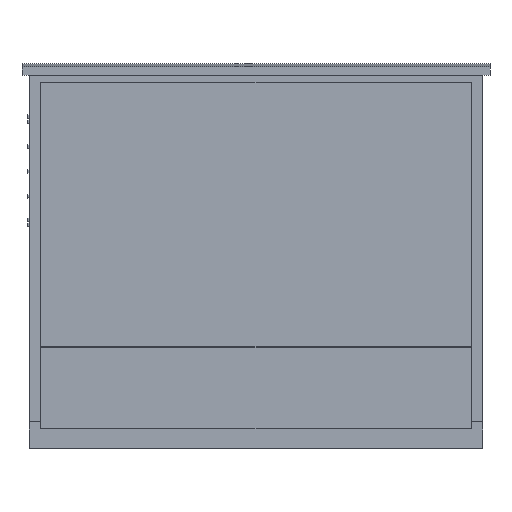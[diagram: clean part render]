
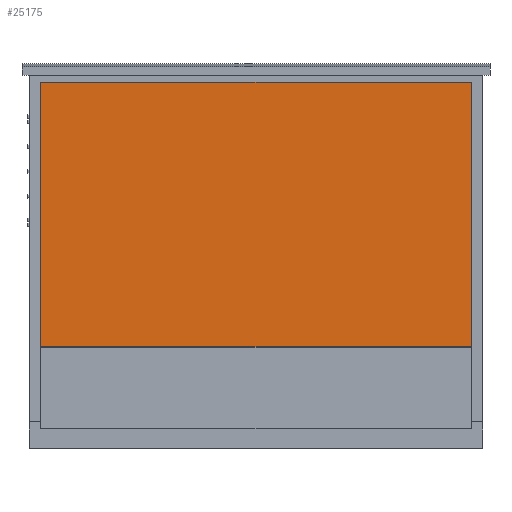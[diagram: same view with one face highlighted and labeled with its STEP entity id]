
A CAD part, front view. The second image highlights one B-rep face of the part: STEP entity #25175.
In plain terms, the highlighted free-form (B-spline) face has degree [1, 1] with [2, 2] control points.
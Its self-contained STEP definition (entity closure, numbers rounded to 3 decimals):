
#8380 = VERTEX_POINT('',#8381);
#8381 = CARTESIAN_POINT('',(70.603,-20.172,
    2059.578));
#8386 = EDGE_CURVE('',#8380,#8387,#8389,.T.);
#8387 = VERTEX_POINT('',#8388);
#8388 = CARTESIAN_POINT('',(2682.898,-20.172,
    2059.578));
#8389 = B_SPLINE_CURVE_WITH_KNOTS('',1,(#8390,#8391),.UNSPECIFIED.,.F.,
  .F.,(2,2),(0.,2590.),.PIECEWISE_BEZIER_KNOTS.);
#8390 = CARTESIAN_POINT('',(70.603,-20.172,
    2059.578));
#8391 = CARTESIAN_POINT('',(2682.898,-20.172,
    2059.578));
#8407 = EDGE_CURVE('',#8408,#8387,#8410,.T.);
#8408 = VERTEX_POINT('',#8409);
#8409 = CARTESIAN_POINT('',(2682.898,-20.172,
    455.891));
#8410 = B_SPLINE_CURVE_WITH_KNOTS('',1,(#8411,#8412),.UNSPECIFIED.,.F.,
  .F.,(2,2),(0.,1590.),.PIECEWISE_BEZIER_KNOTS.);
#8411 = CARTESIAN_POINT('',(2682.898,-20.172,
    455.891));
#8412 = CARTESIAN_POINT('',(2682.898,-20.172,
    2059.578));
#8430 = VERTEX_POINT('',#8431);
#8431 = CARTESIAN_POINT('',(70.603,-20.172,455.891
    ));
#8436 = EDGE_CURVE('',#8430,#8408,#8437,.T.);
#8437 = B_SPLINE_CURVE_WITH_KNOTS('',1,(#8438,#8439),.UNSPECIFIED.,.F.,
  .F.,(2,2),(0.,2590.),.PIECEWISE_BEZIER_KNOTS.);
#8438 = CARTESIAN_POINT('',(70.603,-20.172,455.891
    ));
#8439 = CARTESIAN_POINT('',(2682.898,-20.172,
    455.891));
#8451 = EDGE_CURVE('',#8430,#8380,#8452,.T.);
#8452 = B_SPLINE_CURVE_WITH_KNOTS('',1,(#8453,#8454),.UNSPECIFIED.,.F.,
  .F.,(2,2),(0.,1590.),.PIECEWISE_BEZIER_KNOTS.);
#8453 = CARTESIAN_POINT('',(70.603,-20.172,455.891
    ));
#8454 = CARTESIAN_POINT('',(70.603,-20.172,
    2059.578));
#25175 = ADVANCED_FACE('',(#25176),#25182,.F.);
#25176 = FACE_BOUND('',#25177,.F.);
#25177 = EDGE_LOOP('',(#25178,#25179,#25180,#25181));
#25178 = ORIENTED_EDGE('',*,*,#8436,.F.);
#25179 = ORIENTED_EDGE('',*,*,#8451,.T.);
#25180 = ORIENTED_EDGE('',*,*,#8386,.T.);
#25181 = ORIENTED_EDGE('',*,*,#8407,.F.);
#25182 = B_SPLINE_SURFACE_WITH_KNOTS('',1,1,(
    (#25183,#25184)
    ,(#25185,#25186
    )),.UNSPECIFIED.,.F.,.F.,.F.,(2,2),(2,2),(0.,1590.),(0.,2590.)
  ,.PIECEWISE_BEZIER_KNOTS.);
#25183 = CARTESIAN_POINT('',(70.603,-20.172,
    455.891));
#25184 = CARTESIAN_POINT('',(2682.898,-20.172,
    455.891));
#25185 = CARTESIAN_POINT('',(70.603,-20.172,
    2059.578));
#25186 = CARTESIAN_POINT('',(2682.898,-20.172,
    2059.578));
